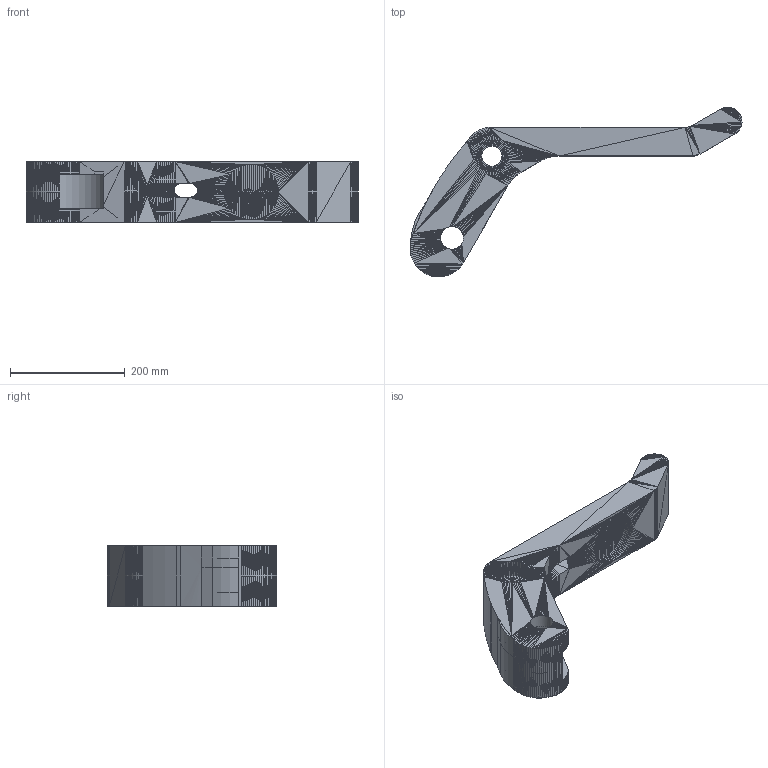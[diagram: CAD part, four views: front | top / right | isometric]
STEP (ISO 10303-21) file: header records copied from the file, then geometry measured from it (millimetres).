
FILE_DESCRIPTION(/* description */ (''),/* implementation_level */ '2;1');
FILE_NAME(/* name */ 'Extruder_Clamp_Tension_Block v6.stp',/* time_stamp */ '2017-06-05T07:48:50-03:00',/* author */ (''),/* organization */ (''),/* preprocessor_version */ 'ST-DEVELOPER v16.13',/* originating_system */ 'Autodesk Translation Framework v6.1.1.50',/* authorisation */ '');
FILE_SCHEMA (('AUTOMOTIVE_DESIGN { 1 0 10303 214 3 1 1 }'));
Length unit declared in the file: millimetre
Products named in the file (1): Extruder_Clamp_Tension_Block v6
Bounding box: 578.1 x 295.21 x 106 mm (x, y, z)
Volume: 3949495.6 mm3; surface area: 311739 mm2
Topology: 1 solids, 1 shells, 2305 faces, 3678 edges, 1369 vertices
Faces by surface type: plane 2289, cylinder 11, bspline 5
Full cylindrical faces by diameter (mm): 40 x2
Entity records: 47163 total; most frequent: DIRECTION 8449, CARTESIAN_POINT 7422, ORIENTED_EDGE 7348, EDGE_CURVE 3674, LINE 3501, VECTOR 3501, AXIS2_PLACEMENT_3D 2474, EDGE_LOOP 2309
